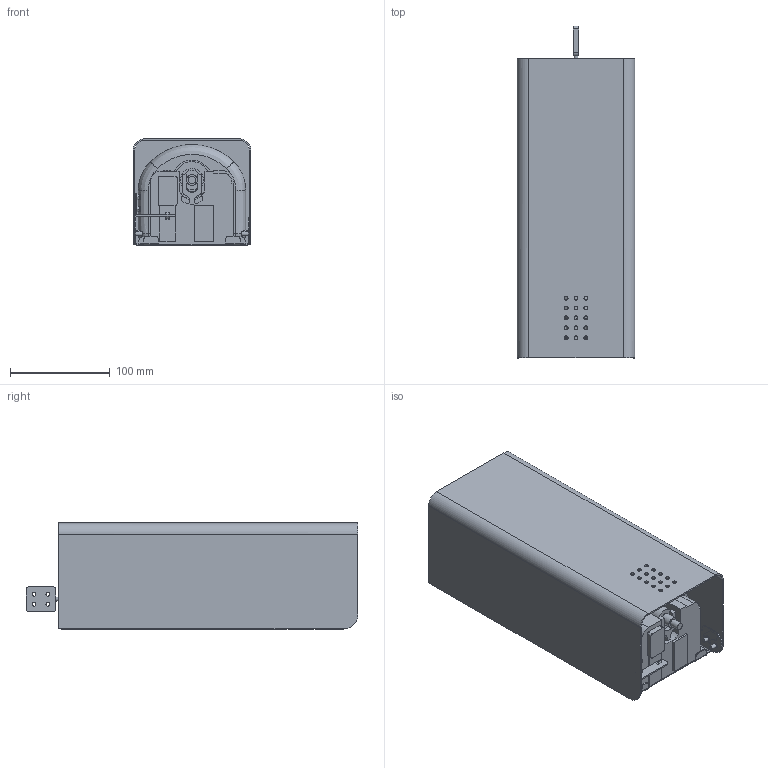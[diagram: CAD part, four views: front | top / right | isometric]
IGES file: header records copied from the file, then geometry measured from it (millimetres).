
Global section: file name: 3D_ON-140E-DE_I; native system: Autodesk Inventor 2026; preprocessor: unknown; date: 20251209.091433; units: millimetre
Bounding box: 118.2 x 333 x 106.5 mm (x, y, z)
Volume: 2019590.4 mm3; surface area: 420739.7 mm2
Topology: 24 solids, 24 shells, 712 faces, 1854 edges, 1222 vertices
Faces by surface type: bspline 712
